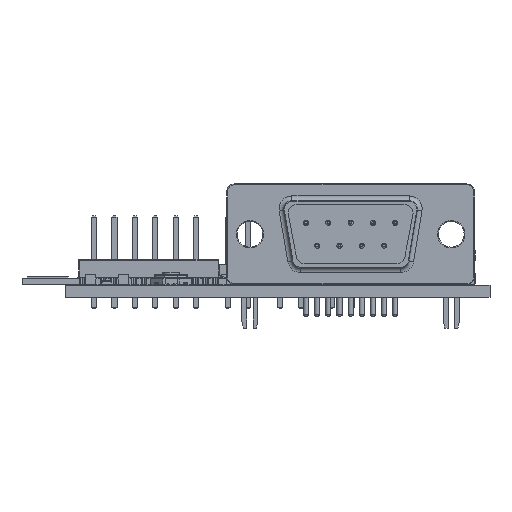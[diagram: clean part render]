
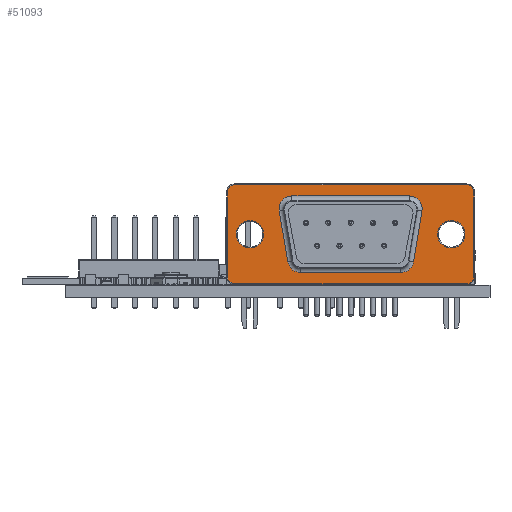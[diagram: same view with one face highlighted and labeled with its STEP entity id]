
A CAD part, left-side view. The second image highlights one B-rep face of the part: STEP entity #51093.
In plain terms, the highlighted face is planar.
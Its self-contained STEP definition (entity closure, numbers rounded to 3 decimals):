
#50894 = VERTEX_POINT('',#50895);
#50895 = CARTESIAN_POINT('',(-3.317,-10.84,9.137));
#50902 = EDGE_CURVE('',#50894,#50903,#50905,.T.);
#50903 = VERTEX_POINT('',#50904);
#50904 = CARTESIAN_POINT('',(-1.739,-10.84,11.));
#50905 = CIRCLE('',#50906,1.6);
#50906 = AXIS2_PLACEMENT_3D('',#50907,#50908,#50909);
#50907 = CARTESIAN_POINT('',(-1.739,-10.84,9.4));
#50908 = DIRECTION('',(0.,1.,0.));
#50909 = DIRECTION('',(-0.986,0.,
    -0.165));
#50927 = EDGE_CURVE('',#50903,#50928,#50930,.T.);
#50928 = VERTEX_POINT('',#50929);
#50929 = CARTESIAN_POINT('',(12.819,-10.84,11.));
#50930 = LINE('',#50931,#50932);
#50931 = CARTESIAN_POINT('',(-1.739,-10.84,11.));
#50932 = VECTOR('',#50933,1.);
#50933 = DIRECTION('',(1.,0.,0.));
#50952 = EDGE_CURVE('',#50953,#50894,#50955,.T.);
#50953 = VERTEX_POINT('',#50954);
#50954 = CARTESIAN_POINT('',(-2.266,-10.84,2.837));
#50955 = LINE('',#50956,#50957);
#50956 = CARTESIAN_POINT('',(-2.266,-10.84,2.837));
#50957 = VECTOR('',#50958,1.);
#50958 = DIRECTION('',(-0.165,0.,0.986
    ));
#50978 = EDGE_CURVE('',#50928,#50979,#50981,.T.);
#50979 = VERTEX_POINT('',#50980);
#50980 = CARTESIAN_POINT('',(14.397,-10.84,9.137));
#50981 = CIRCLE('',#50982,1.6);
#50982 = AXIS2_PLACEMENT_3D('',#50983,#50984,#50985);
#50983 = CARTESIAN_POINT('',(12.819,-10.84,9.4));
#50984 = DIRECTION('',(0.,1.,0.));
#50985 = DIRECTION('',(0.,0.,1.));
#51004 = VERTEX_POINT('',#51005);
#51005 = CARTESIAN_POINT('',(-0.688,-10.84,1.5));
#51012 = EDGE_CURVE('',#51004,#50953,#51013,.T.);
#51013 = CIRCLE('',#51014,1.6);
#51014 = AXIS2_PLACEMENT_3D('',#51015,#51016,#51017);
#51015 = CARTESIAN_POINT('',(-0.688,-10.84,3.1));
#51016 = DIRECTION('',(0.,1.,0.));
#51017 = DIRECTION('',(0.,0.,-1.));
#51029 = EDGE_CURVE('',#50979,#51030,#51032,.T.);
#51030 = VERTEX_POINT('',#51031);
#51031 = CARTESIAN_POINT('',(13.346,-10.84,2.837));
#51032 = LINE('',#51033,#51034);
#51033 = CARTESIAN_POINT('',(14.397,-10.84,9.137));
#51034 = VECTOR('',#51035,1.);
#51035 = DIRECTION('',(-0.165,0.,
    -0.986));
#51054 = EDGE_CURVE('',#51055,#51004,#51057,.T.);
#51055 = VERTEX_POINT('',#51056);
#51056 = CARTESIAN_POINT('',(11.768,-10.84,1.5));
#51057 = LINE('',#51058,#51059);
#51058 = CARTESIAN_POINT('',(11.768,-10.84,1.5));
#51059 = VECTOR('',#51060,1.);
#51060 = DIRECTION('',(-1.,0.,0.));
#51080 = EDGE_CURVE('',#51030,#51055,#51081,.T.);
#51081 = CIRCLE('',#51082,1.6);
#51082 = AXIS2_PLACEMENT_3D('',#51083,#51084,#51085);
#51083 = CARTESIAN_POINT('',(11.768,-10.84,3.1));
#51084 = DIRECTION('',(0.,1.,0.));
#51085 = DIRECTION('',(0.986,0.,
    -0.165));
#51093 = ADVANCED_FACE('',(#51094,#51104,#51174,#51185),#51196,.T.);
#51094 = FACE_BOUND('',#51095,.T.);
#51095 = EDGE_LOOP('',(#51096,#51097,#51098,#51099,#51100,#51101,#51102,
    #51103));
#51096 = ORIENTED_EDGE('',*,*,#50978,.T.);
#51097 = ORIENTED_EDGE('',*,*,#51029,.T.);
#51098 = ORIENTED_EDGE('',*,*,#51080,.T.);
#51099 = ORIENTED_EDGE('',*,*,#51054,.T.);
#51100 = ORIENTED_EDGE('',*,*,#51012,.T.);
#51101 = ORIENTED_EDGE('',*,*,#50952,.T.);
#51102 = ORIENTED_EDGE('',*,*,#50902,.T.);
#51103 = ORIENTED_EDGE('',*,*,#50927,.T.);
#51104 = FACE_BOUND('',#51105,.T.);
#51105 = EDGE_LOOP('',(#51106,#51116,#51125,#51133,#51142,#51150,#51159,
    #51167));
#51106 = ORIENTED_EDGE('',*,*,#51107,.T.);
#51107 = EDGE_CURVE('',#51108,#51110,#51112,.T.);
#51108 = VERTEX_POINT('',#51109);
#51109 = CARTESIAN_POINT('',(19.94,-10.84,12.4));
#51110 = VERTEX_POINT('',#51111);
#51111 = CARTESIAN_POINT('',(-8.86,-10.84,12.4));
#51112 = LINE('',#51113,#51114);
#51113 = CARTESIAN_POINT('',(19.94,-10.84,12.4));
#51114 = VECTOR('',#51115,1.);
#51115 = DIRECTION('',(-1.,0.,0.));
#51116 = ORIENTED_EDGE('',*,*,#51117,.T.);
#51117 = EDGE_CURVE('',#51110,#51118,#51120,.T.);
#51118 = VERTEX_POINT('',#51119);
#51119 = CARTESIAN_POINT('',(-9.76,-10.84,11.5));
#51120 = CIRCLE('',#51121,0.9);
#51121 = AXIS2_PLACEMENT_3D('',#51122,#51123,#51124);
#51122 = CARTESIAN_POINT('',(-8.86,-10.84,11.5));
#51123 = DIRECTION('',(0.,-1.,0.));
#51124 = DIRECTION('',(0.,0.,1.));
#51125 = ORIENTED_EDGE('',*,*,#51126,.T.);
#51126 = EDGE_CURVE('',#51118,#51127,#51129,.T.);
#51127 = VERTEX_POINT('',#51128);
#51128 = CARTESIAN_POINT('',(-9.76,-10.84,1.));
#51129 = LINE('',#51130,#51131);
#51130 = CARTESIAN_POINT('',(-9.76,-10.84,11.5));
#51131 = VECTOR('',#51132,1.);
#51132 = DIRECTION('',(0.,0.,-1.));
#51133 = ORIENTED_EDGE('',*,*,#51134,.T.);
#51134 = EDGE_CURVE('',#51127,#51135,#51137,.T.);
#51135 = VERTEX_POINT('',#51136);
#51136 = CARTESIAN_POINT('',(-8.86,-10.84,0.1));
#51137 = CIRCLE('',#51138,0.9);
#51138 = AXIS2_PLACEMENT_3D('',#51139,#51140,#51141);
#51139 = CARTESIAN_POINT('',(-8.86,-10.84,1.));
#51140 = DIRECTION('',(0.,-1.,0.));
#51141 = DIRECTION('',(-1.,0.,0.));
#51142 = ORIENTED_EDGE('',*,*,#51143,.T.);
#51143 = EDGE_CURVE('',#51135,#51144,#51146,.T.);
#51144 = VERTEX_POINT('',#51145);
#51145 = CARTESIAN_POINT('',(19.94,-10.84,0.1));
#51146 = LINE('',#51147,#51148);
#51147 = CARTESIAN_POINT('',(-8.86,-10.84,0.1));
#51148 = VECTOR('',#51149,1.);
#51149 = DIRECTION('',(1.,0.,0.));
#51150 = ORIENTED_EDGE('',*,*,#51151,.T.);
#51151 = EDGE_CURVE('',#51144,#51152,#51154,.T.);
#51152 = VERTEX_POINT('',#51153);
#51153 = CARTESIAN_POINT('',(20.84,-10.84,1.));
#51154 = CIRCLE('',#51155,0.9);
#51155 = AXIS2_PLACEMENT_3D('',#51156,#51157,#51158);
#51156 = CARTESIAN_POINT('',(19.94,-10.84,1.));
#51157 = DIRECTION('',(0.,-1.,0.));
#51158 = DIRECTION('',(0.,0.,-1.));
#51159 = ORIENTED_EDGE('',*,*,#51160,.T.);
#51160 = EDGE_CURVE('',#51152,#51161,#51163,.T.);
#51161 = VERTEX_POINT('',#51162);
#51162 = CARTESIAN_POINT('',(20.84,-10.84,11.5));
#51163 = LINE('',#51164,#51165);
#51164 = CARTESIAN_POINT('',(20.84,-10.84,1.));
#51165 = VECTOR('',#51166,1.);
#51166 = DIRECTION('',(0.,0.,1.));
#51167 = ORIENTED_EDGE('',*,*,#51168,.T.);
#51168 = EDGE_CURVE('',#51161,#51108,#51169,.T.);
#51169 = CIRCLE('',#51170,0.9);
#51170 = AXIS2_PLACEMENT_3D('',#51171,#51172,#51173);
#51171 = CARTESIAN_POINT('',(19.94,-10.84,11.5));
#51172 = DIRECTION('',(0.,-1.,0.));
#51173 = DIRECTION('',(1.,0.,0.));
#51174 = FACE_BOUND('',#51175,.T.);
#51175 = EDGE_LOOP('',(#51176));
#51176 = ORIENTED_EDGE('',*,*,#51177,.F.);
#51177 = EDGE_CURVE('',#51178,#51178,#51180,.T.);
#51178 = VERTEX_POINT('',#51179);
#51179 = CARTESIAN_POINT('',(-5.26,-10.84,6.25));
#51180 = CIRCLE('',#51181,1.7);
#51181 = AXIS2_PLACEMENT_3D('',#51182,#51183,#51184);
#51182 = CARTESIAN_POINT('',(-6.96,-10.84,6.25));
#51183 = DIRECTION('',(0.,-1.,0.));
#51184 = DIRECTION('',(1.,0.,0.));
#51185 = FACE_BOUND('',#51186,.T.);
#51186 = EDGE_LOOP('',(#51187));
#51187 = ORIENTED_EDGE('',*,*,#51188,.F.);
#51188 = EDGE_CURVE('',#51189,#51189,#51191,.T.);
#51189 = VERTEX_POINT('',#51190);
#51190 = CARTESIAN_POINT('',(19.74,-10.84,6.25));
#51191 = CIRCLE('',#51192,1.7);
#51192 = AXIS2_PLACEMENT_3D('',#51193,#51194,#51195);
#51193 = CARTESIAN_POINT('',(18.04,-10.84,6.25));
#51194 = DIRECTION('',(0.,-1.,0.));
#51195 = DIRECTION('',(1.,0.,0.));
#51196 = PLANE('',#51197);
#51197 = AXIS2_PLACEMENT_3D('',#51198,#51199,#51200);
#51198 = CARTESIAN_POINT('',(5.54,-10.84,6.25));
#51199 = DIRECTION('',(0.,-1.,0.));
#51200 = DIRECTION('',(1.,0.,0.));
